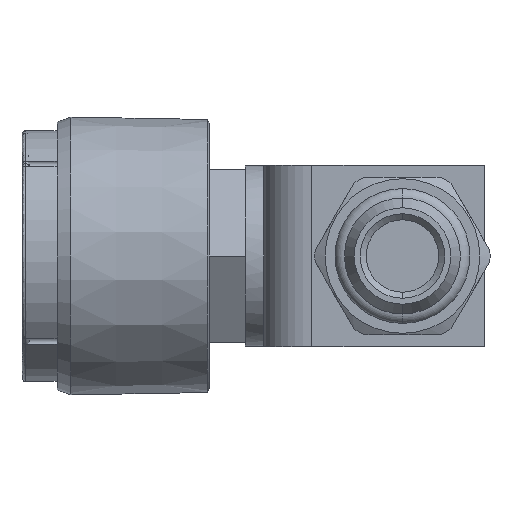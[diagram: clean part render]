
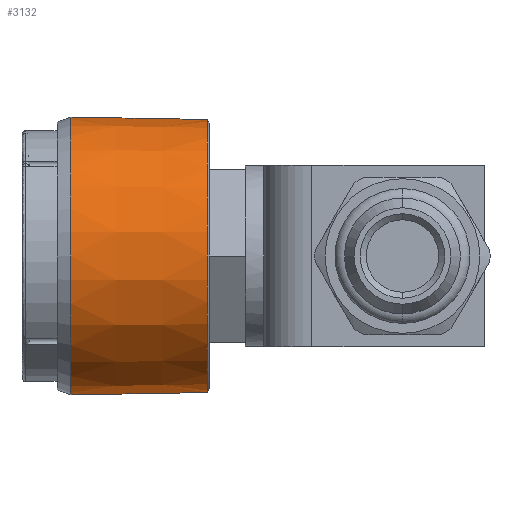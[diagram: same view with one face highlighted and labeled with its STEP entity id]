
A CAD part, left-side view. The second image highlights one B-rep face of the part: STEP entity #3132.
In plain terms, the highlighted conical face has half-angle 1 degrees and reference radius 11.303 mm.
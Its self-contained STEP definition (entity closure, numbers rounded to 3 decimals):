
#82 = CARTESIAN_POINT ( 'NONE',  ( 0., 34.25, -11.5 ) ) ;
#86 = CARTESIAN_POINT ( 'NONE',  ( 0., 22.975, 11.303 ) ) ;
#175 = AXIS2_PLACEMENT_3D ( 'NONE', #536, #537, #538 ) ;
#177 = AXIS2_PLACEMENT_3D ( 'NONE', #533, #534, #535 ) ;
#202 = VERTEX_POINT ( 'NONE', #82 ) ;
#205 = VERTEX_POINT ( 'NONE', #86 ) ;
#533 = CARTESIAN_POINT ( 'NONE',  ( 0., 34.25, 0. ) ) ;
#534 = DIRECTION ( 'NONE',  ( 0., 1., 0. ) ) ;
#535 = DIRECTION ( 'NONE',  ( 1., 0., 0. ) ) ;
#536 = CARTESIAN_POINT ( 'NONE',  ( 0., 22.975, 0. ) ) ;
#537 = DIRECTION ( 'NONE',  ( 0., 1., 0. ) ) ;
#538 = DIRECTION ( 'NONE',  ( 1., 0., 0. ) ) ;
#823 = CARTESIAN_POINT ( 'NONE',  ( 0., 34.25, 11.5 ) ) ;
#865 = CARTESIAN_POINT ( 'NONE',  ( 0., 22.975, -11.303 ) ) ;
#1586 = CIRCLE ( 'NONE', #177, 11.5 ) ;
#1595 = CIRCLE ( 'NONE', #175, 11.303 ) ;
#2304 = EDGE_LOOP ( 'NONE', ( #4116, #4117, #4115, #4119 ) ) ;
#2807 = CONICAL_SURFACE ( 'NONE', #2878, 11.303, 0.017 ) ;
#2872 = VECTOR ( 'NONE', #4653, 1000. ) ;
#2878 = AXIS2_PLACEMENT_3D ( 'NONE', #4916, #4917, #4918 ) ;
#2901 = VECTOR ( 'NONE', #4595, 1000. ) ;
#2921 = EDGE_CURVE ( 'NONE', #205, #3390, #4214, .T. ) ;
#2935 = EDGE_CURVE ( 'NONE', #3555, #202, #4219, .T. ) ;
#3132 = ADVANCED_FACE ( 'NONE', ( #4303 ), #2807, .T. ) ;
#3224 = EDGE_CURVE ( 'NONE', #202, #3390, #1586, .T. ) ;
#3225 = EDGE_CURVE ( 'NONE', #3555, #205, #1595, .T. ) ;
#3390 = VERTEX_POINT ( 'NONE', #823 ) ;
#3555 = VERTEX_POINT ( 'NONE', #865 ) ;
#4115 = ORIENTED_EDGE ( 'NONE', *, *, #2921, .T. ) ;
#4116 = ORIENTED_EDGE ( 'NONE', *, *, #2935, .F. ) ;
#4117 = ORIENTED_EDGE ( 'NONE', *, *, #3225, .T. ) ;
#4119 = ORIENTED_EDGE ( 'NONE', *, *, #3224, .F. ) ;
#4214 = LINE ( 'NONE', #4594, #2901 ) ;
#4219 = LINE ( 'NONE', #4652, #2872 ) ;
#4303 = FACE_OUTER_BOUND ( 'NONE', #2304, .T. ) ;
#4594 = CARTESIAN_POINT ( 'NONE',  ( 0., 22.975, 11.303 ) ) ;
#4595 = DIRECTION ( 'NONE',  ( 0., 1., 0.017 ) ) ;
#4652 = CARTESIAN_POINT ( 'NONE',  ( 0., 22.975, -11.303 ) ) ;
#4653 = DIRECTION ( 'NONE',  ( 0., 1., -0.017 ) ) ;
#4916 = CARTESIAN_POINT ( 'NONE',  ( 0., 22.975, 0. ) ) ;
#4917 = DIRECTION ( 'NONE',  ( 0., 1., 0. ) ) ;
#4918 = DIRECTION ( 'NONE',  ( 0., 0., 1. ) ) ;
